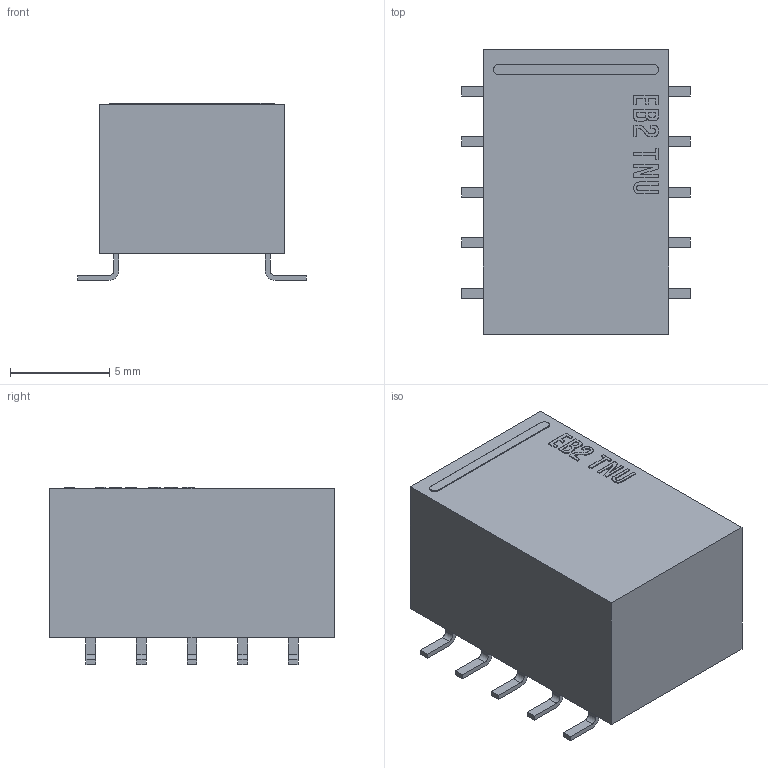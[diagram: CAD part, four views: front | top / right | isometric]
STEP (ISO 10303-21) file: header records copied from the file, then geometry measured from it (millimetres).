
FILE_DESCRIPTION(('FreeCAD Model'),'2;1');
FILE_NAME('Kemet_EB2-TNU.step','2019-07-22T18:56:39',('Author'),(''), 'Open CASCADE STEP processor 7.3','FreeCAD','Unknown');
FILE_SCHEMA(('AUTOMOTIVE_DESIGN { 1 0 10303 214 1 1 1 1 }'));
Length unit declared in the file: millimetre
Products named in the file (1): EB2-TNU
Bounding box: 11.5 x 14.3 x 8.9 mm (x, y, z)
Volume: 992.2 mm3; surface area: 676.1 mm2
Topology: 11 solids, 11 shells, 246 faces, 639 edges, 426 vertices
Faces by surface type: plane 169, extrusion 51, cylinder 26
Entity records: 9233 total; most frequent: CARTESIAN_POINT 1618, ORIENTED_EDGE 1278, DIRECTION 1032, EDGE_CURVE 639, VECTOR 536, LINE 485, VERTEX_POINT 426, FACE_BOUND 257
